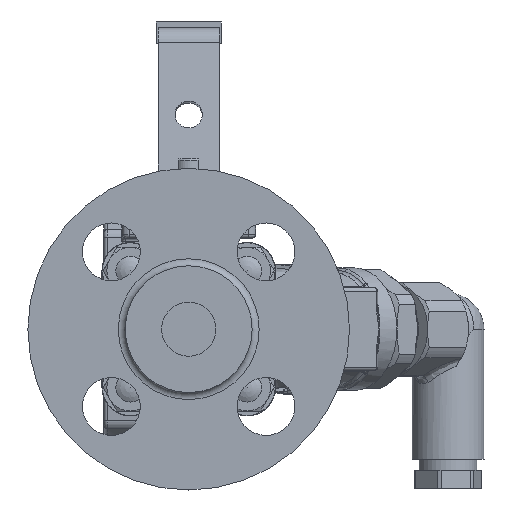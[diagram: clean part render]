
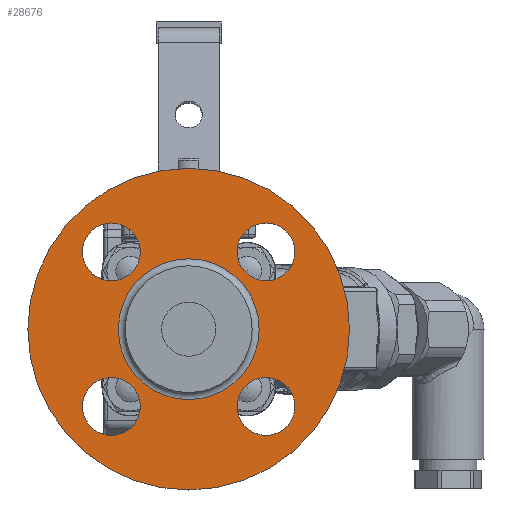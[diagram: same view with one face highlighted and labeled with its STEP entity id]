
A CAD part, left-side view. The second image highlights one B-rep face of the part: STEP entity #28676.
In plain terms, the highlighted planar face has unit normal (-1, 0, 0).
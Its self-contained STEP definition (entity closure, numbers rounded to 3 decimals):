
#2823=FACE_BOUND('',#6211,.T.);
#2824=FACE_BOUND('',#6212,.T.);
#2825=FACE_BOUND('',#6213,.T.);
#2826=FACE_BOUND('',#6214,.T.);
#2827=FACE_BOUND('',#6215,.T.);
#3252=PLANE('',#31264);
#4345=FACE_OUTER_BOUND('',#6210,.T.);
#6210=EDGE_LOOP('',(#22518));
#6211=EDGE_LOOP('',(#22519));
#6212=EDGE_LOOP('',(#22520));
#6213=EDGE_LOOP('',(#22521));
#6214=EDGE_LOOP('',(#22522));
#6215=EDGE_LOOP('',(#22523));
#10616=CIRCLE('',#31249,44.5);
#10618=CIRCLE('',#31253,8.);
#10620=CIRCLE('',#31256,8.);
#10622=CIRCLE('',#31259,8.);
#10624=CIRCLE('',#31262,8.);
#10626=CIRCLE('',#31265,19.486);
#12740=VERTEX_POINT('',#49303);
#12742=VERTEX_POINT('',#49311);
#12744=VERTEX_POINT('',#49317);
#12746=VERTEX_POINT('',#49323);
#12748=VERTEX_POINT('',#49329);
#12750=VERTEX_POINT('',#49335);
#16185=EDGE_CURVE('',#12740,#12740,#10616,.T.);
#16188=EDGE_CURVE('',#12742,#12742,#10618,.T.);
#16191=EDGE_CURVE('',#12744,#12744,#10620,.T.);
#16194=EDGE_CURVE('',#12746,#12746,#10622,.T.);
#16197=EDGE_CURVE('',#12748,#12748,#10624,.T.);
#16200=EDGE_CURVE('',#12750,#12750,#10626,.T.);
#22518=ORIENTED_EDGE('',*,*,#16185,.F.);
#22519=ORIENTED_EDGE('',*,*,#16188,.T.);
#22520=ORIENTED_EDGE('',*,*,#16191,.T.);
#22521=ORIENTED_EDGE('',*,*,#16194,.T.);
#22522=ORIENTED_EDGE('',*,*,#16197,.T.);
#22523=ORIENTED_EDGE('',*,*,#16200,.F.);
#28676=ADVANCED_FACE('',(#4345,#2823,#2824,#2825,#2826,#2827),#3252,.F.);
#31249=AXIS2_PLACEMENT_3D('',#49305,#36760,#36761);
#31253=AXIS2_PLACEMENT_3D('',#49312,#36769,#36770);
#31256=AXIS2_PLACEMENT_3D('',#49318,#36776,#36777);
#31259=AXIS2_PLACEMENT_3D('',#49324,#36783,#36784);
#31262=AXIS2_PLACEMENT_3D('',#49330,#36790,#36791);
#31264=AXIS2_PLACEMENT_3D('',#49334,#36795,#36796);
#31265=AXIS2_PLACEMENT_3D('',#49336,#36797,#36798);
#36760=DIRECTION('center_axis',(1.,0.,0.));
#36761=DIRECTION('ref_axis',(0.,0.,
-1.));
#36769=DIRECTION('center_axis',(1.,0.,0.));
#36770=DIRECTION('ref_axis',(0.,0.,
1.));
#36776=DIRECTION('center_axis',(1.,0.,0.));
#36777=DIRECTION('ref_axis',(0.,-1.,0.));
#36783=DIRECTION('center_axis',(1.,0.,0.));
#36784=DIRECTION('ref_axis',(0.,0.,
-1.));
#36790=DIRECTION('center_axis',(1.,0.,0.));
#36791=DIRECTION('ref_axis',(0.,1.,0.));
#36795=DIRECTION('center_axis',(1.,0.,0.));
#36796=DIRECTION('ref_axis',(0.,0.,
-1.));
#36797=DIRECTION('center_axis',(-1.,0.,0.));
#36798=DIRECTION('ref_axis',(0.,0.,
1.));
#49303=CARTESIAN_POINT('',(-167.036,18.833,42.983));
#49305=CARTESIAN_POINT('Origin',(-167.036,18.833,-1.517));
#49311=CARTESIAN_POINT('',(-167.036,40.223,11.873));
#49312=CARTESIAN_POINT('Origin',(-167.036,40.223,19.873));
#49317=CARTESIAN_POINT('',(-167.036,5.443,19.873));
#49318=CARTESIAN_POINT('Origin',(-167.036,-2.557,19.873));
#49323=CARTESIAN_POINT('',(-167.036,-2.557,-14.907));
#49324=CARTESIAN_POINT('Origin',(-167.036,-2.557,-22.907));
#49329=CARTESIAN_POINT('',(-167.036,32.223,-22.907));
#49330=CARTESIAN_POINT('Origin',(-167.036,40.223,-22.907));
#49334=CARTESIAN_POINT('Origin',(-167.036,18.833,-1.517));
#49335=CARTESIAN_POINT('',(-167.036,18.833,-21.004));
#49336=CARTESIAN_POINT('Origin',(-167.036,18.833,-1.517));
